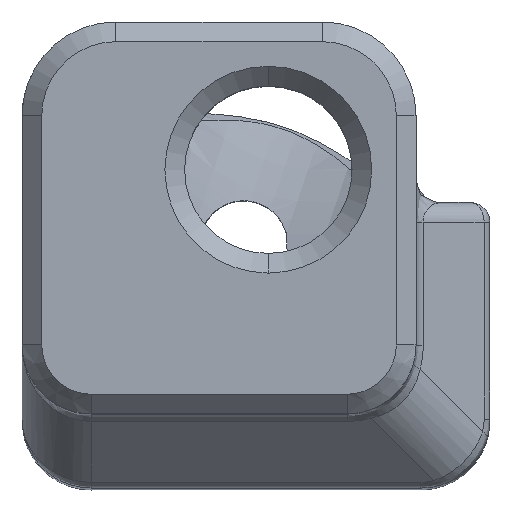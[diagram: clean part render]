
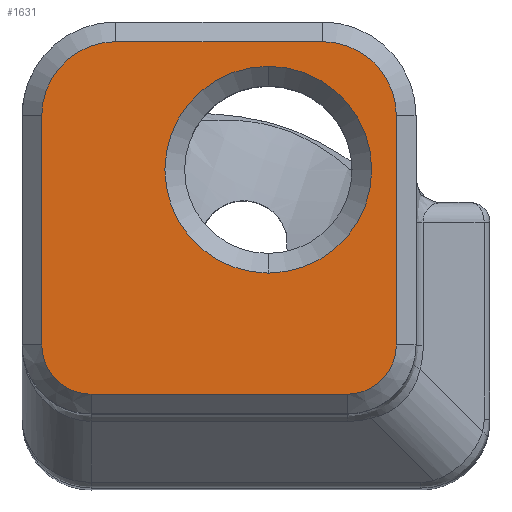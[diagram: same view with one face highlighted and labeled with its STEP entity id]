
A CAD part, top view. The second image highlights one B-rep face of the part: STEP entity #1631.
In plain terms, the highlighted face is planar.
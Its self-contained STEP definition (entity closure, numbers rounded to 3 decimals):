
#11 = ORIENTED_EDGE ( 'NONE', *, *, #3955, .T. ) ;
#24 = EDGE_CURVE ( 'NONE', #445, #3404, #2738, .T. ) ;
#49 = CARTESIAN_POINT ( 'NONE',  ( 54., -45., 0. ) ) ;
#59 = VERTEX_POINT ( 'NONE', #195 ) ;
#92 = DIRECTION ( 'NONE',  ( 0., 0., 1. ) ) ;
#144 = DIRECTION ( 'NONE',  ( 0., -1., 0. ) ) ;
#174 = CIRCLE ( 'NONE', #2276, 1. ) ;
#195 = CARTESIAN_POINT ( 'NONE',  ( 2.6, -1.1, 0. ) ) ;
#224 = EDGE_CURVE ( 'NONE', #2161, #2863, #1651, .T. ) ;
#283 = CARTESIAN_POINT ( 'NONE',  ( 1.1, -2.6, 0. ) ) ;
#285 = FACE_OUTER_BOUND ( 'NONE', #1819, .T. ) ;
#288 = CIRCLE ( 'NONE', #2527, 1.5 ) ;
#307 = VERTEX_POINT ( 'NONE', #1028 ) ;
#329 = PLANE ( 'NONE',  #1272 ) ;
#354 = ORIENTED_EDGE ( 'NONE', *, *, #224, .T. ) ;
#362 = EDGE_CURVE ( 'NONE', #2863, #2161, #3799, .T. ) ;
#445 = VERTEX_POINT ( 'NONE', #2183 ) ;
#450 = DIRECTION ( 'NONE',  ( 0., 1., 0. ) ) ;
#472 = EDGE_CURVE ( 'NONE', #59, #962, #2948, .T. ) ;
#501 = CARTESIAN_POINT ( 'NONE',  ( 1.6, 3.559, 0. ) ) ;
#605 = DIRECTION ( 'NONE',  ( 0., -1., 0. ) ) ;
#693 = DIRECTION ( 'NONE',  ( 0., 0., -1. ) ) ;
#751 = CARTESIAN_POINT ( 'NONE',  ( -4.6, -45., 0. ) ) ;
#762 = ORIENTED_EDGE ( 'NONE', *, *, #3563, .T. ) ;
#943 = AXIS2_PLACEMENT_3D ( 'NONE', #3023, #2426, #1816 ) ;
#962 = VERTEX_POINT ( 'NONE', #283 ) ;
#1011 = ORIENTED_EDGE ( 'NONE', *, *, #1870, .T. ) ;
#1028 = CARTESIAN_POINT ( 'NONE',  ( 1.6, 4.559, 0. ) ) ;
#1089 = AXIS2_PLACEMENT_3D ( 'NONE', #2038, #3890, #2308 ) ;
#1125 = VECTOR ( 'NONE', #605, 1000. ) ;
#1131 = ORIENTED_EDGE ( 'NONE', *, *, #2372, .T. ) ;
#1190 = CARTESIAN_POINT ( 'NONE',  ( 0., -2.1, 0. ) ) ;
#1272 = AXIS2_PLACEMENT_3D ( 'NONE', #49, #1776, #3005 ) ;
#1315 = CARTESIAN_POINT ( 'NONE',  ( 2.6, 3.559, 0. ) ) ;
#1327 = DIRECTION ( 'NONE',  ( 0., -1., 0. ) ) ;
#1334 = VERTEX_POINT ( 'NONE', #2179 ) ;
#1524 = CARTESIAN_POINT ( 'NONE',  ( -3.1, -2.6, 0. ) ) ;
#1631 = ADVANCED_FACE ( 'NONE', ( #285, #1796 ), #329, .F. ) ;
#1651 = CIRCLE ( 'NONE', #943, 2.1 ) ;
#1700 = LINE ( 'NONE', #751, #2777 ) ;
#1776 = DIRECTION ( 'NONE',  ( 0., 0., 1. ) ) ;
#1796 = FACE_BOUND ( 'NONE', #1988, .T. ) ;
#1816 = DIRECTION ( 'NONE',  ( 0., -1., 0. ) ) ;
#1819 = EDGE_LOOP ( 'NONE', ( #3282, #2027, #1011, #2257, #1131, #762, #11, #3218 ) ) ;
#1868 = LINE ( 'NONE', #2147, #2455 ) ;
#1870 = EDGE_CURVE ( 'NONE', #1334, #445, #1700, .T. ) ;
#1900 = EDGE_CURVE ( 'NONE', #962, #2695, #3007, .T. ) ;
#1904 = DIRECTION ( 'NONE',  ( 0., -1., 0. ) ) ;
#1988 = EDGE_LOOP ( 'NONE', ( #3489, #354 ) ) ;
#2027 = ORIENTED_EDGE ( 'NONE', *, *, #2954, .T. ) ;
#2038 = CARTESIAN_POINT ( 'NONE',  ( 1.1, -1.1, 0. ) ) ;
#2115 = LINE ( 'NONE', #3359, #1125 ) ;
#2147 = CARTESIAN_POINT ( 'NONE',  ( 54., 4.559, 0. ) ) ;
#2161 = VERTEX_POINT ( 'NONE', #1190 ) ;
#2179 = CARTESIAN_POINT ( 'NONE',  ( -4.6, -1.1, 0. ) ) ;
#2183 = CARTESIAN_POINT ( 'NONE',  ( -4.6, 3.559, 0. ) ) ;
#2257 = ORIENTED_EDGE ( 'NONE', *, *, #24, .T. ) ;
#2270 = CARTESIAN_POINT ( 'NONE',  ( -3.1, -1.1, 0. ) ) ;
#2276 = AXIS2_PLACEMENT_3D ( 'NONE', #501, #3554, #144 ) ;
#2308 = DIRECTION ( 'NONE',  ( 0., -1., 0. ) ) ;
#2372 = EDGE_CURVE ( 'NONE', #3404, #307, #1868, .T. ) ;
#2426 = DIRECTION ( 'NONE',  ( 0., 0., 1. ) ) ;
#2455 = VECTOR ( 'NONE', #3737, 1000. ) ;
#2492 = AXIS2_PLACEMENT_3D ( 'NONE', #2813, #92, #3728 ) ;
#2527 = AXIS2_PLACEMENT_3D ( 'NONE', #2270, #2537, #1327 ) ;
#2537 = DIRECTION ( 'NONE',  ( 0., 0., -1. ) ) ;
#2695 = VERTEX_POINT ( 'NONE', #1524 ) ;
#2714 = CARTESIAN_POINT ( 'NONE',  ( 0., 2.1, 0. ) ) ;
#2738 = CIRCLE ( 'NONE', #3324, 1. ) ;
#2777 = VECTOR ( 'NONE', #450, 1000. ) ;
#2813 = CARTESIAN_POINT ( 'NONE',  ( 0., 0., 0. ) ) ;
#2817 = CARTESIAN_POINT ( 'NONE',  ( -3.6, 3.559, 0. ) ) ;
#2863 = VERTEX_POINT ( 'NONE', #2714 ) ;
#2948 = CIRCLE ( 'NONE', #1089, 1.5 ) ;
#2954 = EDGE_CURVE ( 'NONE', #2695, #1334, #288, .T. ) ;
#3005 = DIRECTION ( 'NONE',  ( 0., -1., 0. ) ) ;
#3007 = LINE ( 'NONE', #3024, #3164 ) ;
#3023 = CARTESIAN_POINT ( 'NONE',  ( 0., 0., 0. ) ) ;
#3024 = CARTESIAN_POINT ( 'NONE',  ( -3.1, -2.6, 0. ) ) ;
#3164 = VECTOR ( 'NONE', #3948, 1000. ) ;
#3165 = CARTESIAN_POINT ( 'NONE',  ( -3.6, 4.559, 0. ) ) ;
#3218 = ORIENTED_EDGE ( 'NONE', *, *, #472, .T. ) ;
#3282 = ORIENTED_EDGE ( 'NONE', *, *, #1900, .T. ) ;
#3324 = AXIS2_PLACEMENT_3D ( 'NONE', #2817, #693, #1904 ) ;
#3359 = CARTESIAN_POINT ( 'NONE',  ( 2.6, -1.1, 0. ) ) ;
#3404 = VERTEX_POINT ( 'NONE', #3165 ) ;
#3489 = ORIENTED_EDGE ( 'NONE', *, *, #362, .T. ) ;
#3554 = DIRECTION ( 'NONE',  ( 0., 0., -1. ) ) ;
#3563 = EDGE_CURVE ( 'NONE', #307, #3600, #174, .T. ) ;
#3600 = VERTEX_POINT ( 'NONE', #1315 ) ;
#3728 = DIRECTION ( 'NONE',  ( 0., -1., 0. ) ) ;
#3737 = DIRECTION ( 'NONE',  ( 1., 0., 0. ) ) ;
#3799 = CIRCLE ( 'NONE', #2492, 2.1 ) ;
#3890 = DIRECTION ( 'NONE',  ( 0., 0., -1. ) ) ;
#3948 = DIRECTION ( 'NONE',  ( -1., 0., 0. ) ) ;
#3955 = EDGE_CURVE ( 'NONE', #3600, #59, #2115, .T. ) ;
